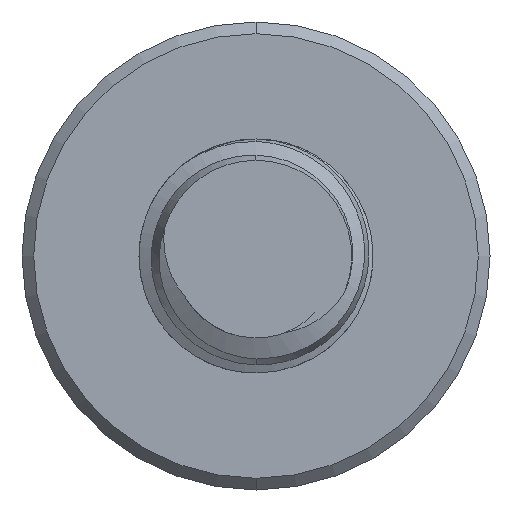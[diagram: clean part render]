
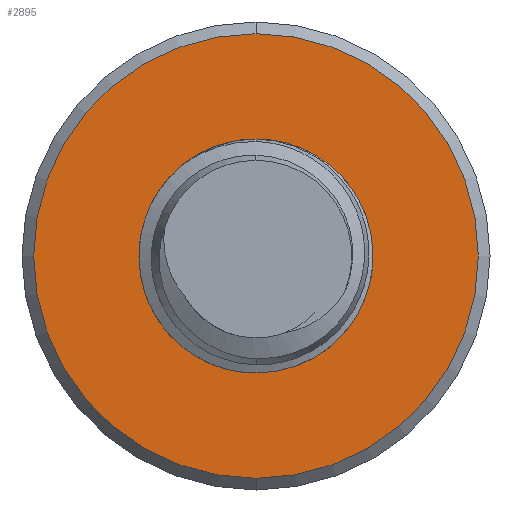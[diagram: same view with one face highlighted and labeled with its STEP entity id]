
A CAD part, front view. The second image highlights one B-rep face of the part: STEP entity #2895.
In plain terms, the highlighted planar face has unit normal (0, -1, 0).
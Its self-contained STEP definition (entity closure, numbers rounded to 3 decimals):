
#4 = AXIS2_PLACEMENT_3D ( 'NONE', #160, #1784, #395 ) ;
#160 = CARTESIAN_POINT ( 'NONE',  ( 0., 6., 0. ) ) ;
#241 = ORIENTED_EDGE ( 'NONE', *, *, #297, .T. ) ;
#297 = EDGE_CURVE ( 'NONE', #2789, #1846, #1760, .T. ) ;
#393 = AXIS2_PLACEMENT_3D ( 'NONE', #1185, #2848, #1422 ) ;
#395 = DIRECTION ( 'NONE',  ( 0., 0., 1. ) ) ;
#421 = CIRCLE ( 'NONE', #393, 1.9 ) ;
#481 = EDGE_CURVE ( 'NONE', #2217, #2358, #2581, .T. ) ;
#543 = ORIENTED_EDGE ( 'NONE', *, *, #2495, .T. ) ;
#739 = DIRECTION ( 'NONE',  ( 0., -1., 0. ) ) ;
#1009 = CARTESIAN_POINT ( 'NONE',  ( 0., 6., 0. ) ) ;
#1051 = CARTESIAN_POINT ( 'NONE',  ( 0., 6., -1. ) ) ;
#1096 = ORIENTED_EDGE ( 'NONE', *, *, #481, .F. ) ;
#1107 = CARTESIAN_POINT ( 'NONE',  ( 0., 6., -1.9 ) ) ;
#1185 = CARTESIAN_POINT ( 'NONE',  ( 0., 6., 0. ) ) ;
#1318 = CIRCLE ( 'NONE', #1885, 1. ) ;
#1394 = DIRECTION ( 'NONE',  ( 0., 0., 1. ) ) ;
#1422 = DIRECTION ( 'NONE',  ( 0., 0., 1. ) ) ;
#1489 = DIRECTION ( 'NONE',  ( 0., -1., 0. ) ) ;
#1536 = FACE_OUTER_BOUND ( 'NONE', #3004, .T. ) ;
#1695 = EDGE_LOOP ( 'NONE', ( #2891, #1096 ) ) ;
#1760 = CIRCLE ( 'NONE', #3051, 1.9 ) ;
#1784 = DIRECTION ( 'NONE',  ( 0., 1., 0. ) ) ;
#1794 = FACE_BOUND ( 'NONE', #1695, .T. ) ;
#1846 = VERTEX_POINT ( 'NONE', #1107 ) ;
#1885 = AXIS2_PLACEMENT_3D ( 'NONE', #2154, #739, #2386 ) ;
#1938 = DIRECTION ( 'NONE',  ( 0., 0., 1. ) ) ;
#2009 = PLANE ( 'NONE',  #4 ) ;
#2017 = DIRECTION ( 'NONE',  ( 0., -1., 0. ) ) ;
#2071 = CARTESIAN_POINT ( 'NONE',  ( 0., 6., 0. ) ) ;
#2154 = CARTESIAN_POINT ( 'NONE',  ( 0., 6., 0. ) ) ;
#2217 = VERTEX_POINT ( 'NONE', #2819 ) ;
#2233 = CARTESIAN_POINT ( 'NONE',  ( 0., 6., 1.9 ) ) ;
#2358 = VERTEX_POINT ( 'NONE', #1051 ) ;
#2386 = DIRECTION ( 'NONE',  ( 0., 0., 1. ) ) ;
#2454 = AXIS2_PLACEMENT_3D ( 'NONE', #2071, #2017, #1938 ) ;
#2495 = EDGE_CURVE ( 'NONE', #1846, #2789, #421, .T. ) ;
#2543 = EDGE_CURVE ( 'NONE', #2358, #2217, #1318, .T. ) ;
#2581 = CIRCLE ( 'NONE', #2454, 1. ) ;
#2789 = VERTEX_POINT ( 'NONE', #2233 ) ;
#2819 = CARTESIAN_POINT ( 'NONE',  ( 0., 6., 1. ) ) ;
#2848 = DIRECTION ( 'NONE',  ( 0., -1., 0. ) ) ;
#2891 = ORIENTED_EDGE ( 'NONE', *, *, #2543, .F. ) ;
#2895 = ADVANCED_FACE ( 'NONE', ( #1536, #1794 ), #2009, .F. ) ;
#3004 = EDGE_LOOP ( 'NONE', ( #241, #543 ) ) ;
#3051 = AXIS2_PLACEMENT_3D ( 'NONE', #1009, #1489, #1394 ) ;
